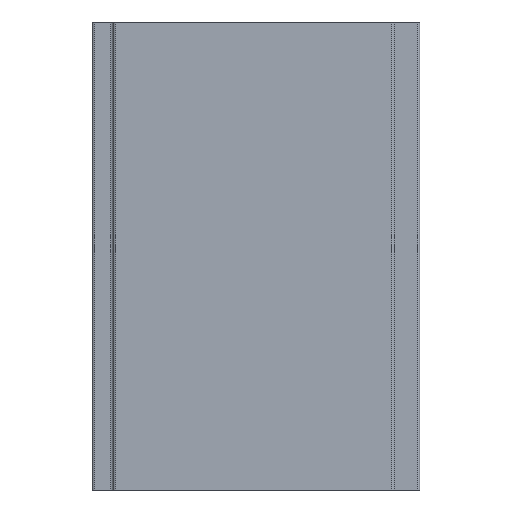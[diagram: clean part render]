
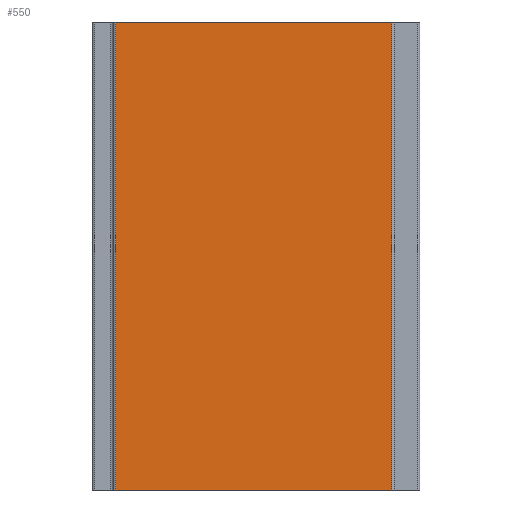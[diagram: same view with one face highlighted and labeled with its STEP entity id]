
A CAD part, front view. The second image highlights one B-rep face of the part: STEP entity #550.
In plain terms, the highlighted planar face has unit normal (0, -1, 0).
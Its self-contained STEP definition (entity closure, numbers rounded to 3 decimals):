
#22=PLANE('',#609);
#46=FACE_OUTER_BOUND('',#75,.T.);
#75=EDGE_LOOP('',(#420,#421,#422,#423));
#118=LINE('',#893,#173);
#119=LINE('',#896,#174);
#120=LINE('',#898,#175);
#121=LINE('',#899,#176);
#173=VECTOR('',#726,10.);
#174=VECTOR('',#729,10.);
#175=VECTOR('',#730,10.);
#176=VECTOR('',#731,10.);
#255=VERTEX_POINT('',#889);
#256=VERTEX_POINT('',#891);
#257=VERTEX_POINT('',#895);
#258=VERTEX_POINT('',#897);
#324=EDGE_CURVE('',#255,#256,#118,.T.);
#325=EDGE_CURVE('',#257,#255,#119,.T.);
#326=EDGE_CURVE('',#258,#256,#120,.T.);
#327=EDGE_CURVE('',#257,#258,#121,.T.);
#420=ORIENTED_EDGE('',*,*,#325,.T.);
#421=ORIENTED_EDGE('',*,*,#324,.T.);
#422=ORIENTED_EDGE('',*,*,#326,.F.);
#423=ORIENTED_EDGE('',*,*,#327,.F.);
#550=ADVANCED_FACE('',(#46),#22,.T.);
#609=AXIS2_PLACEMENT_3D('',#894,#727,#728);
#726=DIRECTION('',(0.,0.,1.));
#727=DIRECTION('center_axis',(0.,-1.,0.));
#728=DIRECTION('ref_axis',(1.,0.,0.));
#729=DIRECTION('',(1.,0.,0.));
#730=DIRECTION('',(1.,0.,0.));
#731=DIRECTION('',(0.,0.,1.));
#889=CARTESIAN_POINT('',(46.456,0.,0.));
#891=CARTESIAN_POINT('',(46.456,0.,200.));
#893=CARTESIAN_POINT('',(46.456,0.,0.));
#894=CARTESIAN_POINT('Origin',(-71.544,0.,0.));
#895=CARTESIAN_POINT('',(-71.544,0.,0.));
#896=CARTESIAN_POINT('',(-71.544,0.,0.));
#897=CARTESIAN_POINT('',(-71.544,0.,200.));
#898=CARTESIAN_POINT('',(-71.544,0.,200.));
#899=CARTESIAN_POINT('',(-71.544,0.,0.));
